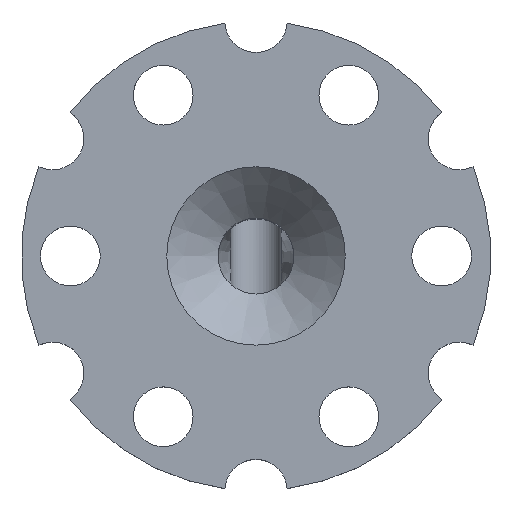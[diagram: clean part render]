
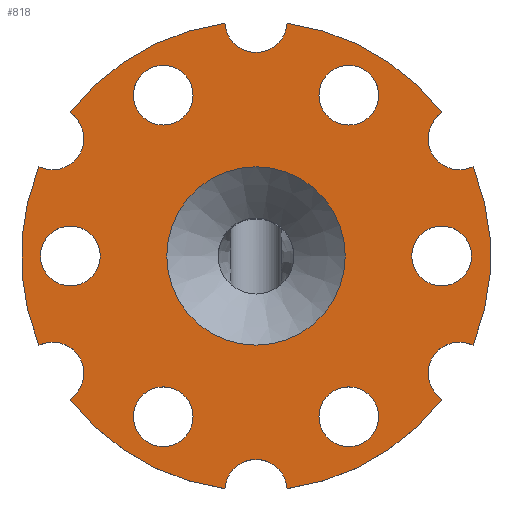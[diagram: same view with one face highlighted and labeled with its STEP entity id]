
A CAD part, top view. The second image highlights one B-rep face of the part: STEP entity #818.
In plain terms, the highlighted planar face has unit normal (0, 0, 1).
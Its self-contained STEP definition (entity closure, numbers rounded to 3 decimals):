
#42=FACE_BOUND('',#140,.T.);
#43=FACE_BOUND('',#141,.T.);
#44=FACE_BOUND('',#142,.T.);
#45=FACE_BOUND('',#143,.T.);
#46=FACE_BOUND('',#144,.T.);
#47=FACE_BOUND('',#145,.T.);
#48=FACE_BOUND('',#146,.T.);
#66=PLANE('',#901);
#91=FACE_OUTER_BOUND('',#139,.T.);
#139=EDGE_LOOP('',(#647,#648,#649,#650,#651,#652,#653,#654,#655,#656,#657,
#658));
#140=EDGE_LOOP('',(#659));
#141=EDGE_LOOP('',(#660));
#142=EDGE_LOOP('',(#661));
#143=EDGE_LOOP('',(#662));
#144=EDGE_LOOP('',(#663));
#145=EDGE_LOOP('',(#664));
#146=EDGE_LOOP('',(#665));
#291=CIRCLE('',#900,10.45);
#292=CIRCLE('',#902,27.5);
#293=CIRCLE('',#903,3.65);
#294=CIRCLE('',#904,27.5);
#295=CIRCLE('',#905,3.65);
#296=CIRCLE('',#906,27.5);
#297=CIRCLE('',#907,3.65);
#298=CIRCLE('',#908,27.5);
#299=CIRCLE('',#909,3.65);
#300=CIRCLE('',#910,27.5);
#301=CIRCLE('',#911,3.65);
#302=CIRCLE('',#912,27.5);
#303=CIRCLE('',#913,3.65);
#304=CIRCLE('',#914,3.5);
#305=CIRCLE('',#915,3.5);
#306=CIRCLE('',#916,3.5);
#307=CIRCLE('',#917,3.5);
#308=CIRCLE('',#918,3.5);
#309=CIRCLE('',#919,3.5);
#369=VERTEX_POINT('',#1463);
#370=VERTEX_POINT('',#1467);
#371=VERTEX_POINT('',#1468);
#372=VERTEX_POINT('',#1470);
#373=VERTEX_POINT('',#1472);
#374=VERTEX_POINT('',#1474);
#375=VERTEX_POINT('',#1476);
#376=VERTEX_POINT('',#1478);
#377=VERTEX_POINT('',#1480);
#378=VERTEX_POINT('',#1482);
#379=VERTEX_POINT('',#1484);
#380=VERTEX_POINT('',#1486);
#381=VERTEX_POINT('',#1488);
#382=VERTEX_POINT('',#1491);
#383=VERTEX_POINT('',#1493);
#384=VERTEX_POINT('',#1495);
#385=VERTEX_POINT('',#1497);
#386=VERTEX_POINT('',#1499);
#387=VERTEX_POINT('',#1501);
#468=EDGE_CURVE('',#369,#369,#291,.T.);
#470=EDGE_CURVE('',#370,#371,#292,.T.);
#471=EDGE_CURVE('',#371,#372,#293,.T.);
#472=EDGE_CURVE('',#372,#373,#294,.T.);
#473=EDGE_CURVE('',#373,#374,#295,.T.);
#474=EDGE_CURVE('',#374,#375,#296,.T.);
#475=EDGE_CURVE('',#375,#376,#297,.T.);
#476=EDGE_CURVE('',#376,#377,#298,.T.);
#477=EDGE_CURVE('',#377,#378,#299,.T.);
#478=EDGE_CURVE('',#378,#379,#300,.T.);
#479=EDGE_CURVE('',#379,#380,#301,.T.);
#480=EDGE_CURVE('',#380,#381,#302,.T.);
#481=EDGE_CURVE('',#381,#370,#303,.T.);
#482=EDGE_CURVE('',#382,#382,#304,.T.);
#483=EDGE_CURVE('',#383,#383,#305,.T.);
#484=EDGE_CURVE('',#384,#384,#306,.T.);
#485=EDGE_CURVE('',#385,#385,#307,.T.);
#486=EDGE_CURVE('',#386,#386,#308,.T.);
#487=EDGE_CURVE('',#387,#387,#309,.T.);
#647=ORIENTED_EDGE('',*,*,#470,.T.);
#648=ORIENTED_EDGE('',*,*,#471,.T.);
#649=ORIENTED_EDGE('',*,*,#472,.T.);
#650=ORIENTED_EDGE('',*,*,#473,.T.);
#651=ORIENTED_EDGE('',*,*,#474,.T.);
#652=ORIENTED_EDGE('',*,*,#475,.T.);
#653=ORIENTED_EDGE('',*,*,#476,.T.);
#654=ORIENTED_EDGE('',*,*,#477,.T.);
#655=ORIENTED_EDGE('',*,*,#478,.T.);
#656=ORIENTED_EDGE('',*,*,#479,.T.);
#657=ORIENTED_EDGE('',*,*,#480,.T.);
#658=ORIENTED_EDGE('',*,*,#481,.T.);
#659=ORIENTED_EDGE('',*,*,#482,.T.);
#660=ORIENTED_EDGE('',*,*,#483,.T.);
#661=ORIENTED_EDGE('',*,*,#484,.T.);
#662=ORIENTED_EDGE('',*,*,#485,.T.);
#663=ORIENTED_EDGE('',*,*,#486,.T.);
#664=ORIENTED_EDGE('',*,*,#487,.T.);
#665=ORIENTED_EDGE('',*,*,#468,.F.);
#818=ADVANCED_FACE('',(#91,#42,#43,#44,#45,#46,#47,#48),#66,.T.);
#900=AXIS2_PLACEMENT_3D('',#1464,#1080,#1081);
#901=AXIS2_PLACEMENT_3D('',#1466,#1083,#1084);
#902=AXIS2_PLACEMENT_3D('',#1469,#1085,#1086);
#903=AXIS2_PLACEMENT_3D('',#1471,#1087,#1088);
#904=AXIS2_PLACEMENT_3D('',#1473,#1089,#1090);
#905=AXIS2_PLACEMENT_3D('',#1475,#1091,#1092);
#906=AXIS2_PLACEMENT_3D('',#1477,#1093,#1094);
#907=AXIS2_PLACEMENT_3D('',#1479,#1095,#1096);
#908=AXIS2_PLACEMENT_3D('',#1481,#1097,#1098);
#909=AXIS2_PLACEMENT_3D('',#1483,#1099,#1100);
#910=AXIS2_PLACEMENT_3D('',#1485,#1101,#1102);
#911=AXIS2_PLACEMENT_3D('',#1487,#1103,#1104);
#912=AXIS2_PLACEMENT_3D('',#1489,#1105,#1106);
#913=AXIS2_PLACEMENT_3D('',#1490,#1107,#1108);
#914=AXIS2_PLACEMENT_3D('',#1492,#1109,#1110);
#915=AXIS2_PLACEMENT_3D('',#1494,#1111,#1112);
#916=AXIS2_PLACEMENT_3D('',#1496,#1113,#1114);
#917=AXIS2_PLACEMENT_3D('',#1498,#1115,#1116);
#918=AXIS2_PLACEMENT_3D('',#1500,#1117,#1118);
#919=AXIS2_PLACEMENT_3D('',#1502,#1119,#1120);
#1080=DIRECTION('center_axis',(0.,0.,1.));
#1081=DIRECTION('ref_axis',(-1.,0.,0.));
#1083=DIRECTION('center_axis',(0.,0.,1.));
#1084=DIRECTION('ref_axis',(-1.,0.,0.));
#1085=DIRECTION('center_axis',(0.,0.,1.));
#1086=DIRECTION('ref_axis',(0.925,-0.381,0.));
#1087=DIRECTION('center_axis',(0.,0.,-1.));
#1088=DIRECTION('ref_axis',(-0.556,0.831,0.));
#1089=DIRECTION('center_axis',(0.,0.,1.));
#1090=DIRECTION('ref_axis',(0.792,0.61,0.));
#1091=DIRECTION('center_axis',(0.,0.,-1.));
#1092=DIRECTION('ref_axis',(-0.998,-0.066,0.));
#1093=DIRECTION('center_axis',(0.,0.,1.));
#1094=DIRECTION('ref_axis',(-0.132,0.991,0.));
#1095=DIRECTION('center_axis',(0.,0.,-1.));
#1096=DIRECTION('ref_axis',(-0.441,-0.897,0.));
#1097=DIRECTION('center_axis',(0.,0.,1.));
#1098=DIRECTION('ref_axis',(-0.925,0.381,0.));
#1099=DIRECTION('center_axis',(0.,0.,-1.));
#1100=DIRECTION('ref_axis',(0.556,-0.831,0.));
#1101=DIRECTION('center_axis',(0.,0.,1.));
#1102=DIRECTION('ref_axis',(-0.792,-0.61,0.));
#1103=DIRECTION('center_axis',(0.,0.,-1.));
#1104=DIRECTION('ref_axis',(0.998,0.066,0.));
#1105=DIRECTION('center_axis',(0.,0.,1.));
#1106=DIRECTION('ref_axis',(0.132,-0.991,0.));
#1107=DIRECTION('center_axis',(0.,0.,-1.));
#1108=DIRECTION('ref_axis',(0.441,0.897,0.));
#1109=DIRECTION('center_axis',(0.,0.,-1.));
#1110=DIRECTION('ref_axis',(-1.,0.,0.));
#1111=DIRECTION('center_axis',(0.,0.,-1.));
#1112=DIRECTION('ref_axis',(-1.,0.,0.));
#1113=DIRECTION('center_axis',(0.,0.,-1.));
#1114=DIRECTION('ref_axis',(-1.,0.,0.));
#1115=DIRECTION('center_axis',(0.,0.,-1.));
#1116=DIRECTION('ref_axis',(-1.,0.,0.));
#1117=DIRECTION('center_axis',(0.,0.,-1.));
#1118=DIRECTION('ref_axis',(-1.,0.,0.));
#1119=DIRECTION('center_axis',(0.,0.,-1.));
#1120=DIRECTION('ref_axis',(-1.,0.,0.));
#1463=CARTESIAN_POINT('',(10.45,0.,3.477));
#1464=CARTESIAN_POINT('Origin',(0.,0.,3.477));
#1466=CARTESIAN_POINT('Origin',(0.,0.,3.477));
#1467=CARTESIAN_POINT('',(25.427,-10.475,3.477));
#1468=CARTESIAN_POINT('',(25.427,10.475,3.477));
#1469=CARTESIAN_POINT('Origin',(0.,0.,3.477));
#1470=CARTESIAN_POINT('',(21.785,16.783,3.477));
#1471=CARTESIAN_POINT('Origin',(23.816,13.75,3.477));
#1472=CARTESIAN_POINT('',(3.642,27.258,3.477));
#1473=CARTESIAN_POINT('Origin',(0.,0.,3.477));
#1474=CARTESIAN_POINT('',(-3.642,27.258,3.477));
#1475=CARTESIAN_POINT('Origin',(0.,27.5,3.477));
#1476=CARTESIAN_POINT('',(-21.785,16.783,3.477));
#1477=CARTESIAN_POINT('Origin',(0.,0.,3.477));
#1478=CARTESIAN_POINT('',(-25.427,10.475,3.477));
#1479=CARTESIAN_POINT('Origin',(-23.816,13.75,3.477));
#1480=CARTESIAN_POINT('',(-25.427,-10.475,3.477));
#1481=CARTESIAN_POINT('Origin',(0.,0.,3.477));
#1482=CARTESIAN_POINT('',(-21.785,-16.783,3.477));
#1483=CARTESIAN_POINT('Origin',(-23.816,-13.75,3.477));
#1484=CARTESIAN_POINT('',(-3.642,-27.258,3.477));
#1485=CARTESIAN_POINT('Origin',(0.,0.,3.477));
#1486=CARTESIAN_POINT('',(3.642,-27.258,3.477));
#1487=CARTESIAN_POINT('Origin',(0.,-27.5,3.477));
#1488=CARTESIAN_POINT('',(21.785,-16.783,3.477));
#1489=CARTESIAN_POINT('Origin',(0.,0.,3.477));
#1490=CARTESIAN_POINT('Origin',(23.816,-13.75,3.477));
#1491=CARTESIAN_POINT('',(14.375,18.836,3.477));
#1492=CARTESIAN_POINT('Origin',(10.875,18.836,3.477));
#1493=CARTESIAN_POINT('',(-18.25,0.,3.477));
#1494=CARTESIAN_POINT('Origin',(-21.75,0.,3.477));
#1495=CARTESIAN_POINT('',(-7.375,18.836,3.477));
#1496=CARTESIAN_POINT('Origin',(-10.875,18.836,3.477));
#1497=CARTESIAN_POINT('',(14.375,-18.836,3.477));
#1498=CARTESIAN_POINT('Origin',(10.875,-18.836,3.477));
#1499=CARTESIAN_POINT('',(25.25,0.,3.477));
#1500=CARTESIAN_POINT('Origin',(21.75,0.,3.477));
#1501=CARTESIAN_POINT('',(-7.375,-18.836,3.477));
#1502=CARTESIAN_POINT('Origin',(-10.875,-18.836,3.477));
